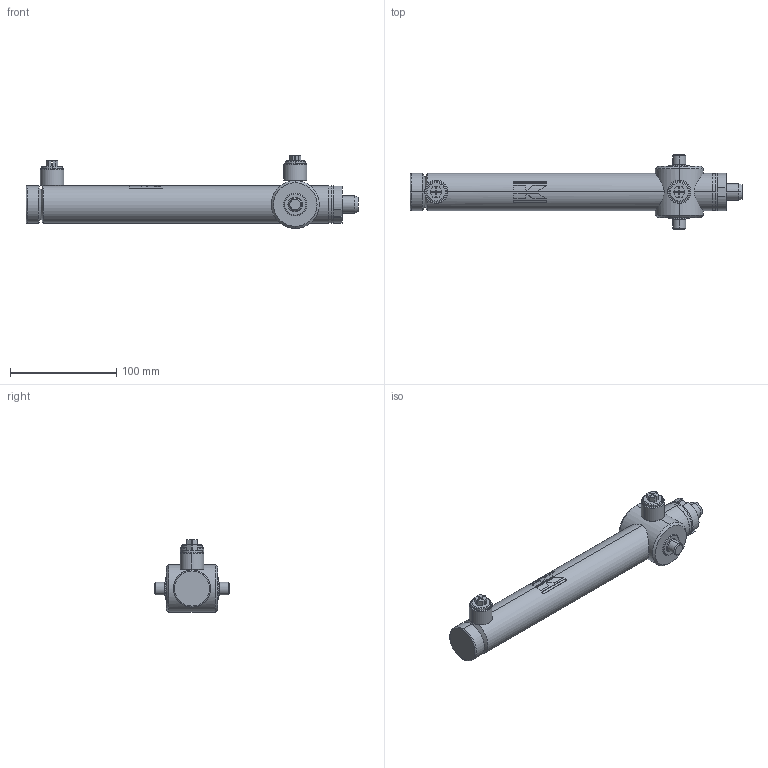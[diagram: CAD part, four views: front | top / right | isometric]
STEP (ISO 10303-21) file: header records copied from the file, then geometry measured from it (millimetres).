
FILE_DESCRIPTION (( 'STEP AP214' ), '1' );
FILE_NAME ('CFGCY0079552-Cylinder.step', '2026-03-05T10:29:01', ( 'Kramp IT' ), ( 'Kramp' ), 'SwSTEP 2.0', 'SolidWorks 2025', '' );
FILE_SCHEMA (( 'AUTOMOTIVE_DESIGN' ));
Length unit declared in the file: millimetre
Products named in the file (18): ATT-NONE; DS3902501A; DS2902504VM_Simplified; Tube_Simplified; DS2902513016VM_Simplified; Tube-MA_Simplified; LSN04E; CFGCY0079552-Cylinder; MATE-AID; SLBMM1015; Rod-WA_Simplified; Tube-WA_Simplified; TRUNNION; DS2902504_Simplified; SP04M; Rod_Simplified; DS2902513016_Simplified
Assembly tree (17 placements, depth 4):
  ATT-NONE
  CFGCY0079552-Cylinder
    Tube-WA_Simplified
      Tube-MA_Simplified
        Tube_Simplified
        LSN04E
        TRUNNION
      LSN04E
      DS3902501A
        DS3902501A
    Rod-WA_Simplified
      Rod_Simplified
    DS2902513016VM_Simplified
      DS2902513016_Simplified
    DS2902504VM_Simplified
      DS2902504_Simplified
    SLBMM1015
    SP04M  x2
  MATE-AID
Bounding box: 312 x 70 x 68.5 mm (x, y, z)
Volume: 278643.2 mm3; surface area: 102637.2 mm2
Topology: 11 solids, 11 shells, 365 faces, 827 edges, 522 vertices
Faces by surface type: plane 143, cylinder 119, cone 63, torus 36, bspline 4
Entity records: 9118 total; most frequent: CARTESIAN_POINT 2145, DIRECTION 1475, ORIENTED_EDGE 1278, EDGE_CURVE 639, AXIS2_PLACEMENT_3D 592, VERTEX_POINT 400, EDGE_LOOP 325, LINE 291
